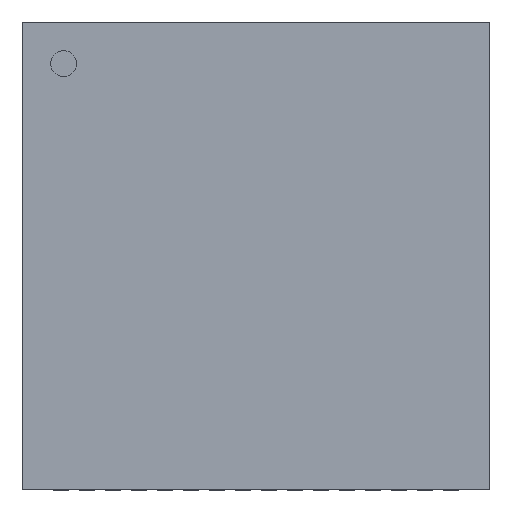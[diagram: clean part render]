
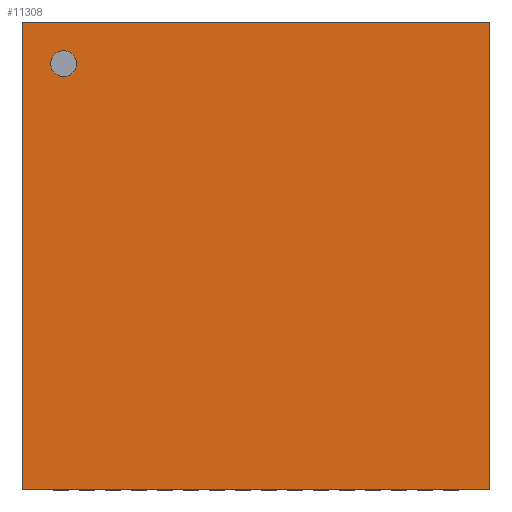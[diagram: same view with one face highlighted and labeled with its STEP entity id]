
A CAD part, top view. The second image highlights one B-rep face of the part: STEP entity #11308.
In plain terms, the highlighted planar face has unit normal (0, 0, 1).
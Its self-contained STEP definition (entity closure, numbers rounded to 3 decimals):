
#16=FACE_BOUND($,#1779,.T.);
#216=CIRCLE($,#11971,0.25);
#1120=FACE_OUTER_BOUND($,#1778,.T.);
#1778=EDGE_LOOP($,(#9833,#9834,#9835,#9836));
#1779=EDGE_LOOP($,(#9837));
#3078=LINE($,#18733,#4382);
#3079=LINE($,#18735,#4383);
#3080=LINE($,#18737,#4384);
#3081=LINE($,#18738,#4385);
#4382=VECTOR($,#15464,9.);
#4383=VECTOR($,#15465,9.);
#4384=VECTOR($,#15466,9.);
#4385=VECTOR($,#15467,9.);
#4915=VERTEX_POINT($,#17182);
#5432=VERTEX_POINT($,#18731);
#5433=VERTEX_POINT($,#18732);
#5434=VERTEX_POINT($,#18734);
#5435=VERTEX_POINT($,#18736);
#6215=EDGE_CURVE($,#4915,#4915,#216,.T.);
#6988=EDGE_CURVE($,#5432,#5433,#3078,.T.);
#6989=EDGE_CURVE($,#5434,#5432,#3079,.T.);
#6990=EDGE_CURVE($,#5435,#5434,#3080,.T.);
#6991=EDGE_CURVE($,#5433,#5435,#3081,.T.);
#9833=ORIENTED_EDGE($,*,*,#6988,.F.);
#9834=ORIENTED_EDGE($,*,*,#6989,.F.);
#9835=ORIENTED_EDGE($,*,*,#6990,.F.);
#9836=ORIENTED_EDGE($,*,*,#6991,.F.);
#9837=ORIENTED_EDGE($,*,*,#6215,.T.);
#10652=PLANE($,#12358);
#11308=ADVANCED_FACE($,(#1120,#16),#10652,.T.);
#11971=AXIS2_PLACEMENT_3D($,#17183,#14044,#14045);
#12358=AXIS2_PLACEMENT_3D($,#18730,#15462,#15463);
#14044=DIRECTION('center_axis',(0.,0.,-1.));
#14045=DIRECTION('ref_axis',(1.,0.,0.));
#15462=DIRECTION('center_axis',(0.,0.,1.));
#15463=DIRECTION('ref_axis',(1.,0.,0.));
#15464=DIRECTION($,(1.,0.,0.));
#15465=DIRECTION($,(0.,1.,0.));
#15466=DIRECTION($,(-1.,0.,0.));
#15467=DIRECTION($,(0.,-1.,0.));
#17182=CARTESIAN_POINT('',(-3.95,3.7,1.));
#17183=CARTESIAN_POINT('Origin',(-3.7,3.7,1.));
#18730=CARTESIAN_POINT('Origin',(0.,0.,1.));
#18731=CARTESIAN_POINT('',(-4.5,4.5,1.));
#18732=CARTESIAN_POINT('',(4.5,4.5,1.));
#18733=CARTESIAN_POINT($,(-4.5,4.5,1.));
#18734=CARTESIAN_POINT('',(-4.5,-4.5,1.));
#18735=CARTESIAN_POINT($,(-4.5,-4.5,1.));
#18736=CARTESIAN_POINT('',(4.5,-4.5,1.));
#18737=CARTESIAN_POINT($,(4.5,-4.5,1.));
#18738=CARTESIAN_POINT($,(4.5,4.5,1.));
